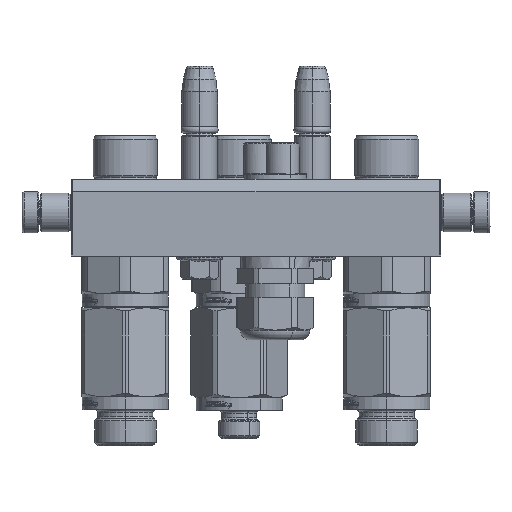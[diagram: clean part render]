
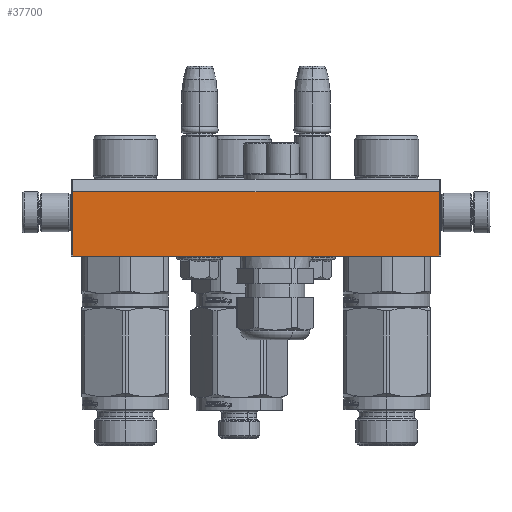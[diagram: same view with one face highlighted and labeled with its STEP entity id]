
A CAD part, left-side view. The second image highlights one B-rep face of the part: STEP entity #37700.
In plain terms, the highlighted face is planar.
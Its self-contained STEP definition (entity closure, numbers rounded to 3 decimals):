
#2127 = DIRECTION ( 'NONE',  ( -1., 0., 0. ) ) ;
#2967 = VERTEX_POINT ( 'NONE', #3744 ) ;
#3744 = CARTESIAN_POINT ( 'NONE',  ( 143.5, 5., -90. ) ) ;
#4189 = LINE ( 'NONE', #53606, #25121 ) ;
#10567 = VECTOR ( 'NONE', #18985, 1000. ) ;
#11968 = VERTEX_POINT ( 'NONE', #80184 ) ;
#13824 = PLANE ( 'NONE',  #66652 ) ;
#15084 = DIRECTION ( 'NONE',  ( 0., 1., 0. ) ) ;
#16419 = LINE ( 'NONE', #78155, #79828 ) ;
#18985 = DIRECTION ( 'NONE',  ( -1., 0., 0. ) ) ;
#19915 = CARTESIAN_POINT ( 'NONE',  ( 144., 0., -90. ) ) ;
#25121 = VECTOR ( 'NONE', #15084, 1000. ) ;
#25571 = EDGE_CURVE ( 'NONE', #2967, #29727, #52173, .T. ) ;
#26453 = CARTESIAN_POINT ( 'NONE',  ( 143.5, 5., -90. ) ) ;
#29727 = VERTEX_POINT ( 'NONE', #45442 ) ;
#32363 = VECTOR ( 'NONE', #70786, 1000. ) ;
#34654 = ORIENTED_EDGE ( 'NONE', *, *, #25571, .F. ) ;
#35806 = VERTEX_POINT ( 'NONE', #54615 ) ;
#37700 = ADVANCED_FACE ( 'NONE', ( #76416 ), #13824, .T. ) ;
#44476 = CARTESIAN_POINT ( 'NONE',  ( 143.5, 30., -90. ) ) ;
#45442 = CARTESIAN_POINT ( 'NONE',  ( 143.5, 30., -90. ) ) ;
#46259 = EDGE_CURVE ( 'NONE', #29727, #35806, #58139, .T. ) ;
#52173 = LINE ( 'NONE', #26453, #32363 ) ;
#52893 = ORIENTED_EDGE ( 'NONE', *, *, #58004, .T. ) ;
#53379 = EDGE_CURVE ( 'NONE', #11968, #35806, #4189, .T. ) ;
#53606 = CARTESIAN_POINT ( 'NONE',  ( 0.5, 5., -90. ) ) ;
#54615 = CARTESIAN_POINT ( 'NONE',  ( 0.5, 30., -90. ) ) ;
#58004 = EDGE_CURVE ( 'NONE', #2967, #11968, #16419, .T. ) ;
#58139 = LINE ( 'NONE', #44476, #10567 ) ;
#63984 = DIRECTION ( 'NONE',  ( -1., 0., 0. ) ) ;
#64520 = DIRECTION ( 'NONE',  ( 0., 0., -1. ) ) ;
#66652 = AXIS2_PLACEMENT_3D ( 'NONE', #19915, #64520, #63984 ) ;
#67499 = ORIENTED_EDGE ( 'NONE', *, *, #46259, .F. ) ;
#69827 = ORIENTED_EDGE ( 'NONE', *, *, #53379, .T. ) ;
#70786 = DIRECTION ( 'NONE',  ( 0., 1., 0. ) ) ;
#76416 = FACE_OUTER_BOUND ( 'NONE', #76760, .T. ) ;
#76760 = EDGE_LOOP ( 'NONE', ( #67499, #34654, #52893, #69827 ) ) ;
#78155 = CARTESIAN_POINT ( 'NONE',  ( 143.5, 5., -90. ) ) ;
#79828 = VECTOR ( 'NONE', #2127, 1000. ) ;
#80184 = CARTESIAN_POINT ( 'NONE',  ( 0.5, 5., -90. ) ) ;
